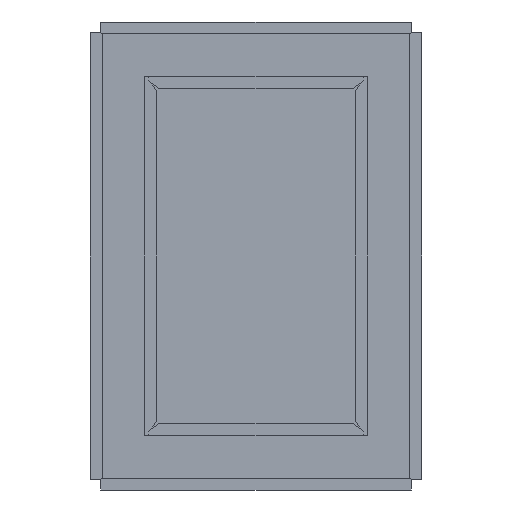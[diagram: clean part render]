
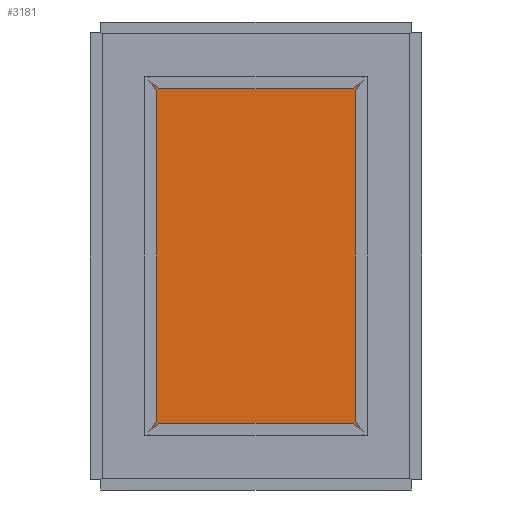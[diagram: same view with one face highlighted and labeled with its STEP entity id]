
A CAD part, front view. The second image highlights one B-rep face of the part: STEP entity #3181.
In plain terms, the highlighted planar face has unit normal (0, -1, 0).
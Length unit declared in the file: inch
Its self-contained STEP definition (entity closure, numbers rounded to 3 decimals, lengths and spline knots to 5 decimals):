
#291 = CARTESIAN_POINT ( 'NONE',  ( -3.1875, 0.325, -4.9375 ) ) ;
#349 = VERTEX_POINT ( 'NONE', #2314 ) ;
#975 = LINE ( 'NONE', #6939, #7481 ) ;
#1175 = EDGE_LOOP ( 'NONE', ( #4586, #4281, #6380, #5933 ) ) ;
#1628 = DIRECTION ( 'NONE',  ( 0., 0., 1. ) ) ;
#1632 = CARTESIAN_POINT ( 'NONE',  ( -3.1875, 0.325, 4.9375 ) ) ;
#1725 = CARTESIAN_POINT ( 'NONE',  ( 3.1875, 0.325, -4.9375 ) ) ;
#1784 = LINE ( 'NONE', #291, #2515 ) ;
#2314 = CARTESIAN_POINT ( 'NONE',  ( 3.1875, 0.325, -4.9375 ) ) ;
#2515 = VECTOR ( 'NONE', #1628, 39.37008 ) ;
#2622 = FACE_OUTER_BOUND ( 'NONE', #1175, .T. ) ;
#3181 = ADVANCED_FACE ( 'NONE', ( #2622 ), #6444, .F. ) ;
#3400 = CARTESIAN_POINT ( 'NONE',  ( -3.1875, 0.325, -4.9375 ) ) ;
#3413 = VECTOR ( 'NONE', #7169, 39.37008 ) ;
#3751 = EDGE_CURVE ( 'NONE', #3773, #9068, #5453, .T. ) ;
#3773 = VERTEX_POINT ( 'NONE', #9428 ) ;
#4225 = EDGE_CURVE ( 'NONE', #349, #8328, #8289, .T. ) ;
#4281 = ORIENTED_EDGE ( 'NONE', *, *, #8667, .F. ) ;
#4586 = ORIENTED_EDGE ( 'NONE', *, *, #3751, .F. ) ;
#4790 = DIRECTION ( 'NONE',  ( 0., 1., 0. ) ) ;
#5190 = AXIS2_PLACEMENT_3D ( 'NONE', #1725, #4790, #7847 ) ;
#5453 = LINE ( 'NONE', #1632, #3413 ) ;
#5933 = ORIENTED_EDGE ( 'NONE', *, *, #9090, .F. ) ;
#6380 = ORIENTED_EDGE ( 'NONE', *, *, #4225, .F. ) ;
#6444 = PLANE ( 'NONE',  #5190 ) ;
#6476 = VECTOR ( 'NONE', #9621, 39.37008 ) ;
#6939 = CARTESIAN_POINT ( 'NONE',  ( 3.1875, 0.325, 4.9375 ) ) ;
#7046 = CARTESIAN_POINT ( 'NONE',  ( 3.1875, 0.325, 4.9375 ) ) ;
#7169 = DIRECTION ( 'NONE',  ( 1., 0., 0. ) ) ;
#7481 = VECTOR ( 'NONE', #8650, 39.37008 ) ;
#7847 = DIRECTION ( 'NONE',  ( 0., 0., -1. ) ) ;
#8289 = LINE ( 'NONE', #8856, #6476 ) ;
#8328 = VERTEX_POINT ( 'NONE', #3400 ) ;
#8650 = DIRECTION ( 'NONE',  ( 0., 0., -1. ) ) ;
#8667 = EDGE_CURVE ( 'NONE', #8328, #3773, #1784, .T. ) ;
#8856 = CARTESIAN_POINT ( 'NONE',  ( 3.1875, 0.325, -4.9375 ) ) ;
#9068 = VERTEX_POINT ( 'NONE', #7046 ) ;
#9090 = EDGE_CURVE ( 'NONE', #9068, #349, #975, .T. ) ;
#9428 = CARTESIAN_POINT ( 'NONE',  ( -3.1875, 0.325, 4.9375 ) ) ;
#9621 = DIRECTION ( 'NONE',  ( -1., 0., 0. ) ) ;
